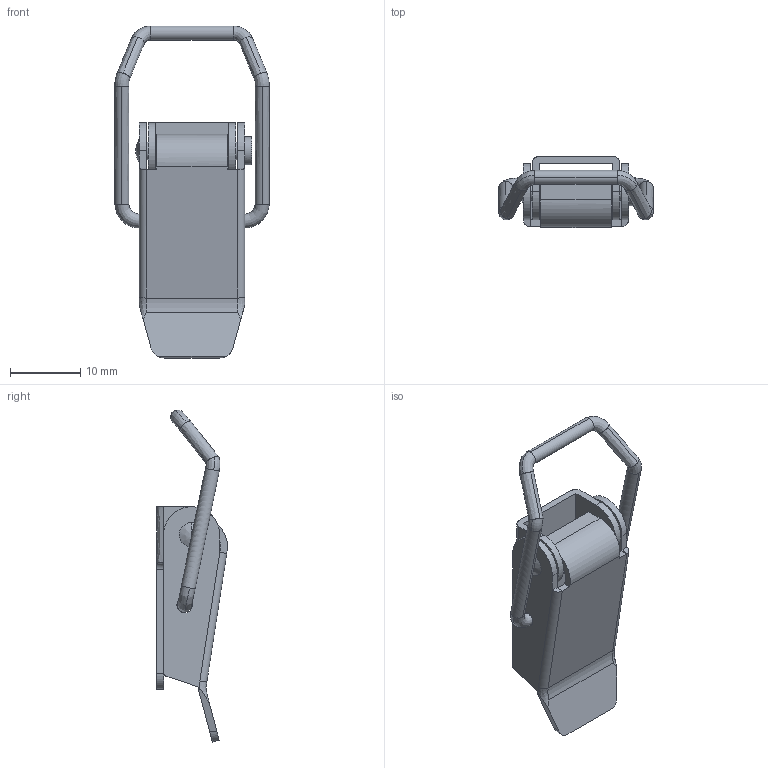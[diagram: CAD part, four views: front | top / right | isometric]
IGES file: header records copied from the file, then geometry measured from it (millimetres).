
Start section: ------------------------------------------------------------------------
Global section: file name: PC007.54972.TL_446SUS_H_29344.igs; native system: spGate; preprocessor: ver19.8.4 (****-****-****-****); author: Unknown; organization: Unknown; date: 250519.173018; units: millimetre
Bounding box: 22 x 10.11 x 47.28 mm (x, y, z)
Volume: 1494.1 mm3; surface area: 3234.9 mm2
Topology: 3 solids, 3 shells, 107 faces, 290 edges, 189 vertices
Faces by surface type: bspline 107
